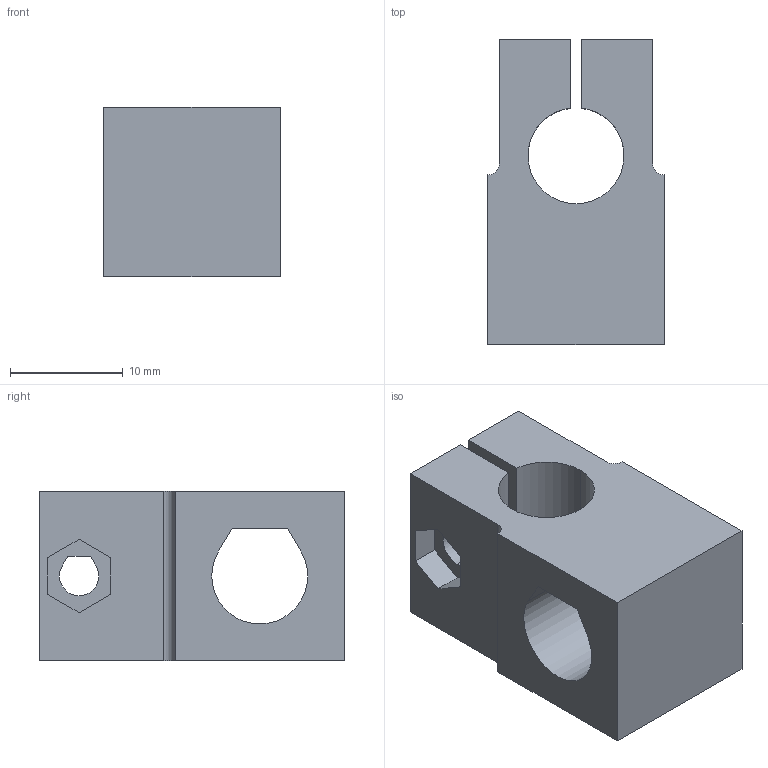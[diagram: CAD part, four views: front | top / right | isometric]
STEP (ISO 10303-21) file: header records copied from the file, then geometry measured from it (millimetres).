
FILE_DESCRIPTION (( 'STEP AP203' ), '1' );
FILE_NAME ('wifa_clamp.STEP', '2015-09-09T16:39:18', ( '' ), ( '' ), 'SwSTEP 2.0', 'SolidWorks 2015', '' );
FILE_SCHEMA (( 'CONFIG_CONTROL_DESIGN' ));
Length unit declared in the file: millimetre
Products named in the file (1): wifa_clamp
Bounding box: 15.6 x 27 x 15 mm (x, y, z)
Volume: 3939.5 mm3; surface area: 2924.1 mm2
Topology: 1 solids, 1 shells, 37 faces, 102 edges, 68 vertices
Faces by surface type: plane 27, cylinder 10
Entity records: 1265 total; most frequent: CARTESIAN_POINT 208, ORIENTED_EDGE 204, DIRECTION 198, EDGE_CURVE 102, VECTOR 82, LINE 82, VERTEX_POINT 68, AXIS2_PLACEMENT_3D 58
